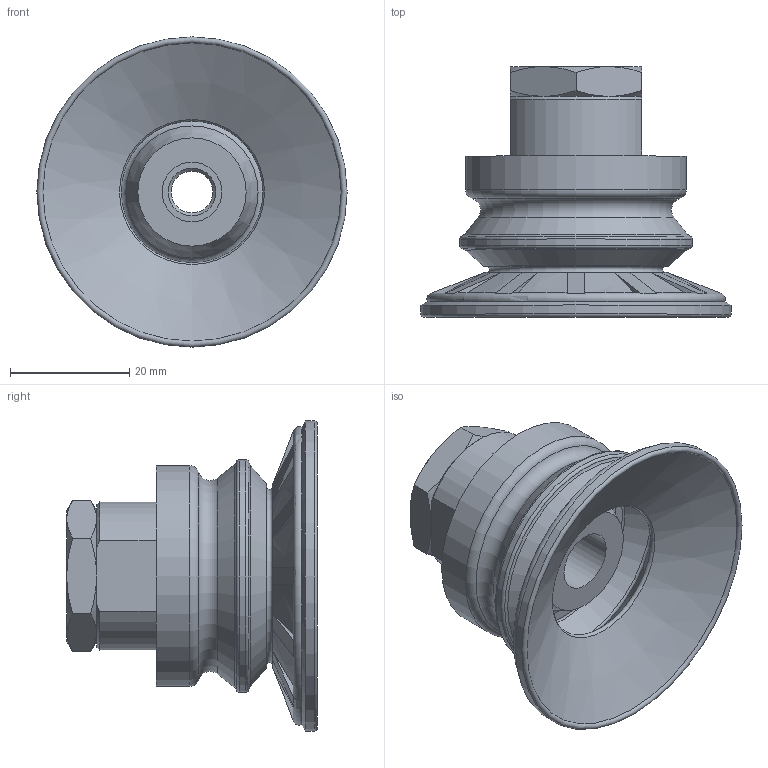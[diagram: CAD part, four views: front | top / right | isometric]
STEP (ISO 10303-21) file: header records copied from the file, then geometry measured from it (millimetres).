
FILE_DESCRIPTION(/* description */ ('STEP AP214'),/* implementation_level */ '2;1');
FILE_NAME(/* name */ '8073837_OGVM-50-A-N-G14F',/* time_stamp */ '2024-09-13T10:29:41+02:00',/* author */ ('License CC BY-ND 4.0'),/* organization */ ('CADENAS'),/* preprocessor_version */ 'ST-DEVELOPER v19.3',/* originating_system */ 'PARTsolutions',/* authorisation */ ' ');
FILE_SCHEMA (('AUTOMOTIVE_DESIGN {1 0 10303 214 3 1 1}'));
Length unit declared in the file: millimetre
Products named in the file (1): 8073837 OGVM-50-A-N-G14F---(high)
Bounding box: 52 x 42 x 52 mm (x, y, z)
Volume: 21901.2 mm3; surface area: 11997.8 mm2
Topology: 1 solids, 1 shells, 135 faces, 348 edges, 219 vertices
Faces by surface type: plane 88, cone 26, torus 13, cylinder 8
Full cylindrical faces by diameter (mm): 7 x1, 10 x1, 11.445 x1, 37 x1, 39 x1, 52 x1
Entity records: 4026 total; most frequent: CARTESIAN_POINT 952, ORIENTED_EDGE 626, DIRECTION 598, EDGE_CURVE 313, AXIS2_PLACEMENT_3D 237, VERTEX_POINT 215, EDGE_LOOP 172, FACE_BOUND 172
